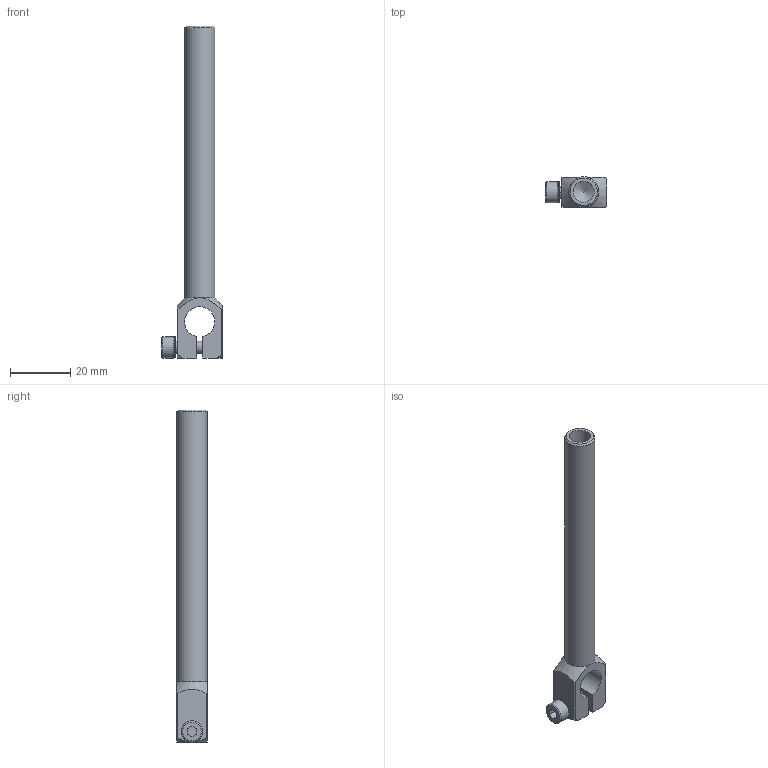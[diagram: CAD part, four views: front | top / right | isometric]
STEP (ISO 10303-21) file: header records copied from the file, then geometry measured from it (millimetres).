
FILE_DESCRIPTION(('STEP AP214'),'1');
FILE_NAME('Gripper.Angle.Arm..10-10.L.90_MA.WKA.1010.90.STEP.stp','2020-09-21T10:07:04',(' '),(' '),'Spatial InterOp 3D',' ',' ');
FILE_SCHEMA(('AUTOMOTIVE_DESIGN { 1 0 10303 214 1 1 1 1 }'));
Length unit declared in the file: millimetre
Products named in the file (4): Gripper.Angle.Arm..10-10.L.90_MA.WKA.1010.90.STEP
Assembly tree (3 placements, depth 2):
  Gripper.Angle.Arm..10-10.L.90_MA.WKA.1010.90.STEP
    Gripper.Angle.Arm..10-10.L.90_MA.WKA.1010.90.STEP
    Gripper.Angle.Arm..10-10.L.90_MA.WKA.1010.90.STEP
    Gripper.Angle.Arm..10-10.L.90_MA.WKA.1010.90.STEP
Bounding box: 20.1 x 10 x 110 mm (x, y, z)
Volume: 7048.6 mm3; surface area: 6082.1 mm2
Topology: 3 solids, 3 shells, 235 faces, 677 edges, 448 vertices
Faces by surface type: plane 215, cone 9, cylinder 9, torus 2
Full cylindrical faces by diameter (mm): 3.3 x1, 4 x1, 4.2 x1, 4.3 x1, 7 x3, 10 x1
Entity records: 9823 total; most frequent: CARTESIAN_POINT 1496, DIRECTION 1330, ORIENTED_EDGE 1318, EDGE_CURVE 659, AXIS2_PLACEMENT_3D 454, VERTEX_POINT 444, LINE 422, VECTOR 422
